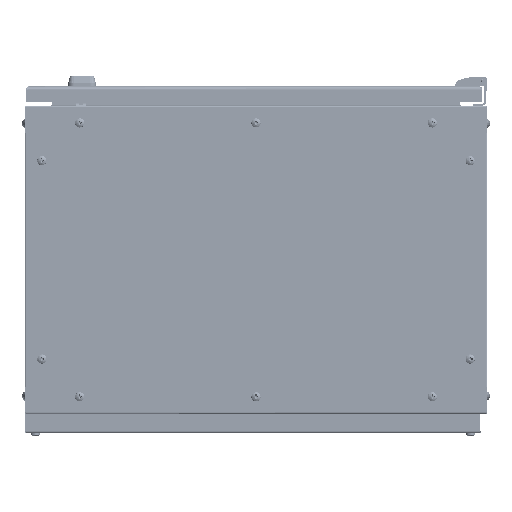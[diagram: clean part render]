
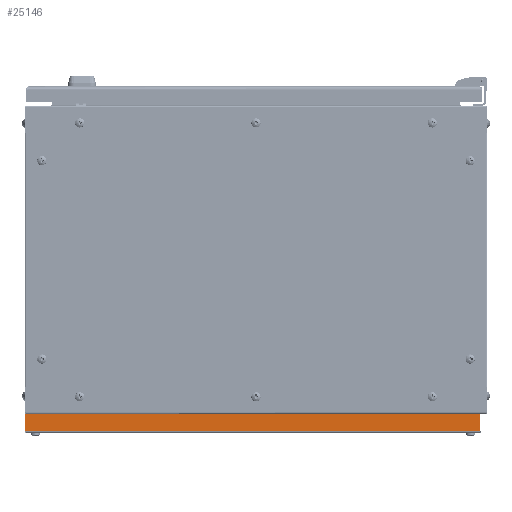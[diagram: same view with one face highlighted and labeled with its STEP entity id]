
A CAD part, front view. The second image highlights one B-rep face of the part: STEP entity #25146.
In plain terms, the highlighted planar face has unit normal (0, -1, 0).
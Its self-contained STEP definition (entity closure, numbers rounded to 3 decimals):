
#2230 = ORIENTED_EDGE ( 'NONE', *, *, #42527, .T. ) ;
#4903 = DIRECTION ( 'NONE',  ( 0., 1., 0. ) ) ;
#18926 = AXIS2_PLACEMENT_3D ( 'NONE', #122652, #4903, #45589 ) ;
#21430 = DIRECTION ( 'NONE',  ( 0., 0., 1. ) ) ;
#22441 = VECTOR ( 'NONE', #21430, 1000. ) ;
#25146 = ADVANCED_FACE ( 'NONE', ( #133830 ), #90415, .F. ) ;
#34958 = VERTEX_POINT ( 'NONE', #104966 ) ;
#37380 = VECTOR ( 'NONE', #116508, 1000. ) ;
#40373 = DIRECTION ( 'NONE',  ( -1., 0., 0. ) ) ;
#41767 = CARTESIAN_POINT ( 'NONE',  ( 0., 0., 23. ) ) ;
#42249 = CARTESIAN_POINT ( 'NONE',  ( 1.141, 0., 1. ) ) ;
#42527 = EDGE_CURVE ( 'NONE', #96533, #69422, #51996, .T. ) ;
#43638 = LINE ( 'NONE', #87071, #86334 ) ;
#45589 = DIRECTION ( 'NONE',  ( 0., 0., 1. ) ) ;
#48467 = EDGE_LOOP ( 'NONE', ( #83938, #2230, #79597, #132549 ) ) ;
#51996 = LINE ( 'NONE', #137498, #37380 ) ;
#53448 = CARTESIAN_POINT ( 'NONE',  ( 590.859, 0., 23. ) ) ;
#54416 = EDGE_CURVE ( 'NONE', #69422, #34958, #136368, .T. ) ;
#68818 = EDGE_CURVE ( 'NONE', #115404, #34958, #73984, .T. ) ;
#69422 = VERTEX_POINT ( 'NONE', #53448 ) ;
#71916 = CARTESIAN_POINT ( 'NONE',  ( 1.141, 0., 1. ) ) ;
#73984 = LINE ( 'NONE', #71916, #22441 ) ;
#78919 = VECTOR ( 'NONE', #40373, 1000. ) ;
#79597 = ORIENTED_EDGE ( 'NONE', *, *, #54416, .T. ) ;
#83938 = ORIENTED_EDGE ( 'NONE', *, *, #115337, .F. ) ;
#86334 = VECTOR ( 'NONE', #138262, 1000. ) ;
#87071 = CARTESIAN_POINT ( 'NONE',  ( 0., 0., 1. ) ) ;
#90415 = PLANE ( 'NONE',  #18926 ) ;
#96533 = VERTEX_POINT ( 'NONE', #103647 ) ;
#103647 = CARTESIAN_POINT ( 'NONE',  ( 590.859, 0., 1. ) ) ;
#104966 = CARTESIAN_POINT ( 'NONE',  ( 1.141, 0., 23. ) ) ;
#115337 = EDGE_CURVE ( 'NONE', #96533, #115404, #43638, .T. ) ;
#115404 = VERTEX_POINT ( 'NONE', #42249 ) ;
#116508 = DIRECTION ( 'NONE',  ( 0., 0., 1. ) ) ;
#122652 = CARTESIAN_POINT ( 'NONE',  ( 0., 0., 0. ) ) ;
#132549 = ORIENTED_EDGE ( 'NONE', *, *, #68818, .F. ) ;
#133830 = FACE_OUTER_BOUND ( 'NONE', #48467, .T. ) ;
#136368 = LINE ( 'NONE', #41767, #78919 ) ;
#137498 = CARTESIAN_POINT ( 'NONE',  ( 590.859, 0., 1. ) ) ;
#138262 = DIRECTION ( 'NONE',  ( -1., 0., 0. ) ) ;
